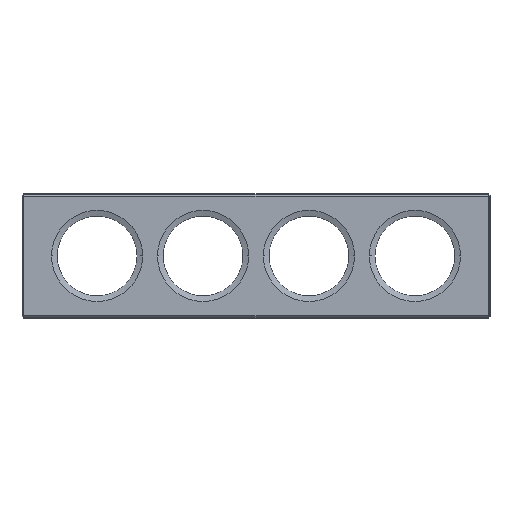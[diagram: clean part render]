
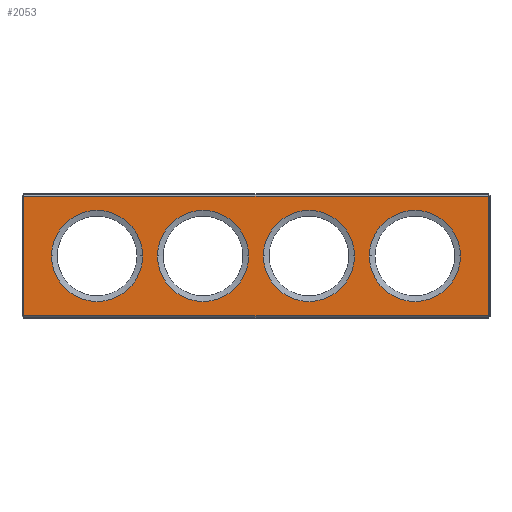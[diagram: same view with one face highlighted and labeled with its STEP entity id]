
A CAD part, top view. The second image highlights one B-rep face of the part: STEP entity #2053.
In plain terms, the highlighted planar face has unit normal (0, 0, 1).
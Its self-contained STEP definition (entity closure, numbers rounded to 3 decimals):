
#1954=AXIS2_PLACEMENT_3D('Plane Axis2P3D',#1951,#1952,#1953) ;
#1983=AXIS2_PLACEMENT_3D('Circle Axis2P3D',#1981,#1982,$) ;
#1992=AXIS2_PLACEMENT_3D('Circle Axis2P3D',#1990,#1991,$) ;
#2001=AXIS2_PLACEMENT_3D('Circle Axis2P3D',#1999,#2000,$) ;
#2010=AXIS2_PLACEMENT_3D('Circle Axis2P3D',#2008,#2009,$) ;
#2019=AXIS2_PLACEMENT_3D('Circle Axis2P3D',#2017,#2018,$) ;
#2028=AXIS2_PLACEMENT_3D('Circle Axis2P3D',#2026,#2027,$) ;
#2037=AXIS2_PLACEMENT_3D('Circle Axis2P3D',#2035,#2036,$) ;
#2046=AXIS2_PLACEMENT_3D('Circle Axis2P3D',#2044,#2045,$) ;
#1928=CARTESIAN_POINT('Vertex',(155.5,-40.,10.)) ;
#1931=CARTESIAN_POINT('Line Origine',(0.,-40.,10.)) ;
#1935=CARTESIAN_POINT('Vertex',(-155.5,-40.,10.)) ;
#1951=CARTESIAN_POINT('Axis2P3D Location',(0.,0.,10.)) ;
#1956=CARTESIAN_POINT('Line Origine',(155.5,0.,10.)) ;
#1960=CARTESIAN_POINT('Vertex',(155.5,40.,10.)) ;
#1963=CARTESIAN_POINT('Line Origine',(0.,40.,10.)) ;
#1967=CARTESIAN_POINT('Vertex',(-155.5,40.,10.)) ;
#1970=CARTESIAN_POINT('Line Origine',(-155.5,0.,10.)) ;
#1981=CARTESIAN_POINT('Axis2P3D Location',(106.5,0.,10.)) ;
#1985=CARTESIAN_POINT('Vertex',(75.95,0.,10.)) ;
#1987=CARTESIAN_POINT('Vertex',(137.05,0.,10.)) ;
#1990=CARTESIAN_POINT('Axis2P3D Location',(106.5,0.,10.)) ;
#1999=CARTESIAN_POINT('Axis2P3D Location',(35.5,0.,10.)) ;
#2003=CARTESIAN_POINT('Vertex',(4.95,0.,10.)) ;
#2005=CARTESIAN_POINT('Vertex',(66.05,0.,10.)) ;
#2008=CARTESIAN_POINT('Axis2P3D Location',(35.5,0.,10.)) ;
#2017=CARTESIAN_POINT('Axis2P3D Location',(-35.5,0.,10.)) ;
#2021=CARTESIAN_POINT('Vertex',(-66.05,0.,10.)) ;
#2023=CARTESIAN_POINT('Vertex',(-4.95,0.,10.)) ;
#2026=CARTESIAN_POINT('Axis2P3D Location',(-35.5,0.,10.)) ;
#2035=CARTESIAN_POINT('Axis2P3D Location',(-106.5,0.,10.)) ;
#2039=CARTESIAN_POINT('Vertex',(-137.05,0.,10.)) ;
#2041=CARTESIAN_POINT('Vertex',(-75.95,0.,10.)) ;
#2044=CARTESIAN_POINT('Axis2P3D Location',(-106.5,0.,10.)) ;
#1932=DIRECTION('Vector Direction',(1.,0.,0.)) ;
#1952=DIRECTION('Axis2P3D Direction',(0.,0.,1.)) ;
#1953=DIRECTION('Axis2P3D XDirection',(1.,0.,0.)) ;
#1957=DIRECTION('Vector Direction',(0.,-1.,0.)) ;
#1964=DIRECTION('Vector Direction',(-1.,0.,0.)) ;
#1971=DIRECTION('Vector Direction',(0.,1.,0.)) ;
#1982=DIRECTION('Axis2P3D Direction',(0.,0.,1.)) ;
#1991=DIRECTION('Axis2P3D Direction',(0.,0.,1.)) ;
#2000=DIRECTION('Axis2P3D Direction',(0.,0.,1.)) ;
#2009=DIRECTION('Axis2P3D Direction',(0.,0.,1.)) ;
#2018=DIRECTION('Axis2P3D Direction',(0.,0.,1.)) ;
#2027=DIRECTION('Axis2P3D Direction',(0.,0.,1.)) ;
#2036=DIRECTION('Axis2P3D Direction',(0.,0.,1.)) ;
#2045=DIRECTION('Axis2P3D Direction',(0.,0.,1.)) ;
#1933=VECTOR('Line Direction',#1932,1.) ;
#1958=VECTOR('Line Direction',#1957,1.) ;
#1965=VECTOR('Line Direction',#1964,1.) ;
#1972=VECTOR('Line Direction',#1971,1.) ;
#1976=ORIENTED_EDGE('',*,*,#1937,.T.) ;
#1977=ORIENTED_EDGE('',*,*,#1962,.T.) ;
#1978=ORIENTED_EDGE('',*,*,#1969,.T.) ;
#1979=ORIENTED_EDGE('',*,*,#1974,.T.) ;
#1996=ORIENTED_EDGE('',*,*,#1989,.F.) ;
#1997=ORIENTED_EDGE('',*,*,#1994,.F.) ;
#2014=ORIENTED_EDGE('',*,*,#2007,.F.) ;
#2015=ORIENTED_EDGE('',*,*,#2012,.F.) ;
#2032=ORIENTED_EDGE('',*,*,#2025,.F.) ;
#2033=ORIENTED_EDGE('',*,*,#2030,.F.) ;
#2050=ORIENTED_EDGE('',*,*,#2043,.F.) ;
#2051=ORIENTED_EDGE('',*,*,#2048,.F.) ;
#1998=FACE_BOUND('',#1995,.T.) ;
#2016=FACE_BOUND('',#2013,.T.) ;
#2034=FACE_BOUND('',#2031,.T.) ;
#2052=FACE_BOUND('',#2049,.T.) ;
#2053=ADVANCED_FACE('Surface.2',(#1980,#1998,#2016,#2034,#2052),#1955,.T.) ;
#1984=CIRCLE('generated circle',#1983,30.55) ;
#1993=CIRCLE('generated circle',#1992,30.55) ;
#2002=CIRCLE('generated circle',#2001,30.55) ;
#2011=CIRCLE('generated circle',#2010,30.55) ;
#2020=CIRCLE('generated circle',#2019,30.55) ;
#2029=CIRCLE('generated circle',#2028,30.55) ;
#2038=CIRCLE('generated circle',#2037,30.55) ;
#2047=CIRCLE('generated circle',#2046,30.55) ;
#1937=EDGE_CURVE('',#1936,#1929,#1934,.T.) ;
#1962=EDGE_CURVE('',#1929,#1961,#1959,.F.) ;
#1969=EDGE_CURVE('',#1961,#1968,#1966,.T.) ;
#1974=EDGE_CURVE('',#1968,#1936,#1973,.F.) ;
#1989=EDGE_CURVE('',#1986,#1988,#1984,.T.) ;
#1994=EDGE_CURVE('',#1988,#1986,#1993,.T.) ;
#2007=EDGE_CURVE('',#2004,#2006,#2002,.T.) ;
#2012=EDGE_CURVE('',#2006,#2004,#2011,.T.) ;
#2025=EDGE_CURVE('',#2022,#2024,#2020,.T.) ;
#2030=EDGE_CURVE('',#2024,#2022,#2029,.T.) ;
#2043=EDGE_CURVE('',#2040,#2042,#2038,.T.) ;
#2048=EDGE_CURVE('',#2042,#2040,#2047,.T.) ;
#1975=EDGE_LOOP('',(#1976,#1977,#1978,#1979)) ;
#1995=EDGE_LOOP('',(#1996,#1997)) ;
#2013=EDGE_LOOP('',(#2014,#2015)) ;
#2031=EDGE_LOOP('',(#2032,#2033)) ;
#2049=EDGE_LOOP('',(#2050,#2051)) ;
#1980=FACE_OUTER_BOUND('',#1975,.T.) ;
#1934=LINE('Line',#1931,#1933) ;
#1959=LINE('Line',#1956,#1958) ;
#1966=LINE('Line',#1963,#1965) ;
#1973=LINE('Line',#1970,#1972) ;
#1955=PLANE('',#1954) ;
#1929=VERTEX_POINT('',#1928) ;
#1936=VERTEX_POINT('',#1935) ;
#1961=VERTEX_POINT('',#1960) ;
#1968=VERTEX_POINT('',#1967) ;
#1986=VERTEX_POINT('',#1985) ;
#1988=VERTEX_POINT('',#1987) ;
#2004=VERTEX_POINT('',#2003) ;
#2006=VERTEX_POINT('',#2005) ;
#2022=VERTEX_POINT('',#2021) ;
#2024=VERTEX_POINT('',#2023) ;
#2040=VERTEX_POINT('',#2039) ;
#2042=VERTEX_POINT('',#2041) ;
